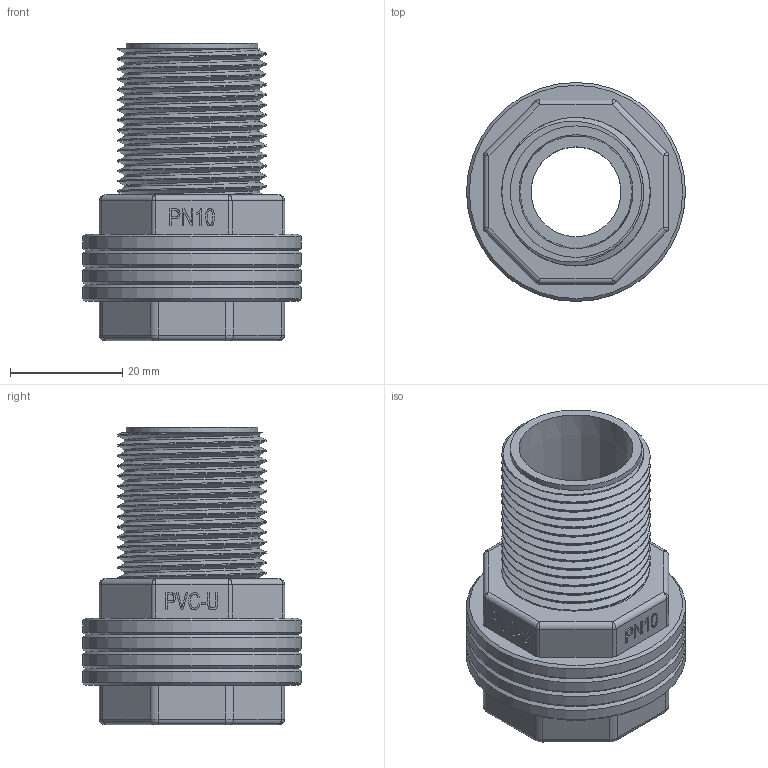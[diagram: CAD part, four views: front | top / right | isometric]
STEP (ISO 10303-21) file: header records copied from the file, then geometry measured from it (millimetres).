
FILE_DESCRIPTION(/* description */ (''),/* implementation_level */ '2;1');
FILE_NAME(/* name */ '2034.stp',/* time_stamp */ '2026-02-07T14:21:17+08:00',/* author */ (''),/* organization */ (''),/* preprocessor_version */ 'ST-DEVELOPER v16',/* originating_system */ 'SIEMENS PLM Software NX 10.0',/* authorisation */ '');
FILE_SCHEMA (('AUTOMOTIVE_DESIGN { 1 0 10303 214 3 1 1 1 }'));
Length unit declared in the file: millimetre
Products named in the file (1): gelv1678D1822cnh
Bounding box: 39 x 39 x 53 mm (x, y, z)
Volume: 24963 mm3; surface area: 19635.9 mm2
Topology: 4 solids, 4 shells, 352 faces, 910 edges, 593 vertices
Faces by surface type: plane 174, extrusion 98, cylinder 50, cone 10, bspline 8, sphere 8, torus 4
Full cylindrical faces by diameter (mm): 1.5 x1, 2 x1, 16 x1, 23.44 x1, 27 x2, 39 x4
Entity records: 18143 total; most frequent: CARTESIAN_POINT 10413, ORIENTED_EDGE 1754, DIRECTION 1154, EDGE_CURVE 877, VERTEX_POINT 588, B_SPLINE_CURVE_WITH_KNOTS 533, VECTOR 420, EDGE_LOOP 415
